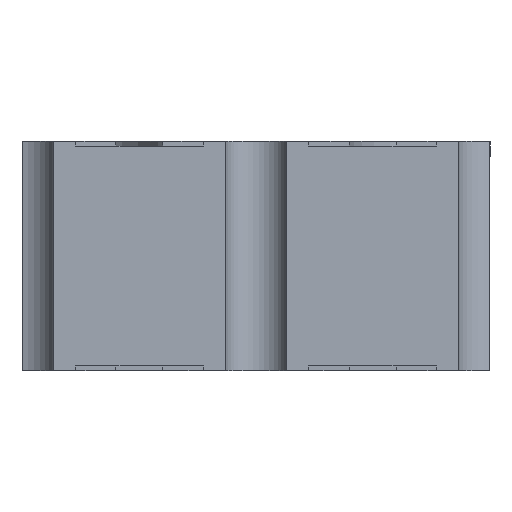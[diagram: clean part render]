
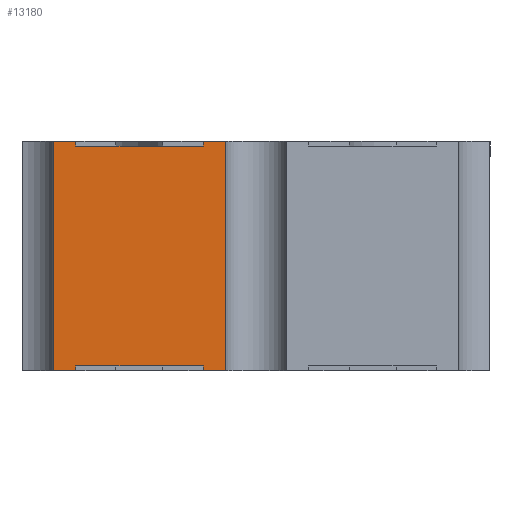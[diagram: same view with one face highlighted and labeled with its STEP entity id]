
A CAD part, left-side view. The second image highlights one B-rep face of the part: STEP entity #13180.
In plain terms, the highlighted planar face has unit normal (-1, 0, 0).
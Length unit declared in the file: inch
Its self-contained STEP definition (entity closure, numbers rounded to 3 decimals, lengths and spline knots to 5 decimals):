
#108 = EDGE_CURVE ( 'NONE', #9133, #4859, #795, .T. ) ;
#290 = CARTESIAN_POINT ( 'NONE',  ( -0.125, 0.077, 0.098 ) ) ;
#385 = CARTESIAN_POINT ( 'NONE',  ( -0.125, 0.077, 0.096 ) ) ;
#499 = CARTESIAN_POINT ( 'NONE',  ( -0.125, 0.0225, 0.002 ) ) ;
#564 = EDGE_CURVE ( 'NONE', #5518, #2914, #7723, .T. ) ;
#716 = VECTOR ( 'NONE', #1197, 39.37008 ) ;
#735 = VERTEX_POINT ( 'NONE', #9242 ) ;
#760 = VECTOR ( 'NONE', #2960, 39.37008 ) ;
#795 = LINE ( 'NONE', #9788, #6714 ) ;
#917 = LINE ( 'NONE', #6154, #760 ) ;
#959 = DIRECTION ( 'NONE',  ( 0., 0., -1. ) ) ;
#1042 = AXIS2_PLACEMENT_3D ( 'NONE', #3281, #11781, #10688 ) ;
#1053 = VECTOR ( 'NONE', #9215, 39.37008 ) ;
#1105 = LINE ( 'NONE', #13705, #1053 ) ;
#1197 = DIRECTION ( 'NONE',  ( 0., -1., 0. ) ) ;
#1258 = VERTEX_POINT ( 'NONE', #2618 ) ;
#1605 = VERTEX_POINT ( 'NONE', #290 ) ;
#1707 = EDGE_CURVE ( 'NONE', #13327, #2522, #917, .T. ) ;
#2206 = CARTESIAN_POINT ( 'NONE',  ( -0.125, 0.0225, 0.002 ) ) ;
#2429 = CARTESIAN_POINT ( 'NONE',  ( -0.125, 0.08645, 0.002 ) ) ;
#2503 = DIRECTION ( 'NONE',  ( 0., 1., 0. ) ) ;
#2522 = VERTEX_POINT ( 'NONE', #12380 ) ;
#2618 = CARTESIAN_POINT ( 'NONE',  ( -0.125, 0.08645, 0. ) ) ;
#2728 = LINE ( 'NONE', #8458, #11246 ) ;
#2914 = VERTEX_POINT ( 'NONE', #499 ) ;
#2960 = DIRECTION ( 'NONE',  ( 0., 0., 1. ) ) ;
#3281 = CARTESIAN_POINT ( 'NONE',  ( -0.125, 0.01289, 0.002 ) ) ;
#3399 = VERTEX_POINT ( 'NONE', #385 ) ;
#3427 = ORIENTED_EDGE ( 'NONE', *, *, #12945, .T. ) ;
#3637 = VERTEX_POINT ( 'NONE', #4345 ) ;
#3710 = ORIENTED_EDGE ( 'NONE', *, *, #108, .T. ) ;
#4345 = CARTESIAN_POINT ( 'NONE',  ( -0.125, 0.01289, 0.098 ) ) ;
#4356 = EDGE_CURVE ( 'NONE', #3399, #1605, #4456, .T. ) ;
#4456 = LINE ( 'NONE', #8593, #9623 ) ;
#4859 = VERTEX_POINT ( 'NONE', #9217 ) ;
#4958 = DIRECTION ( 'NONE',  ( 0., 0., -1. ) ) ;
#5117 = VECTOR ( 'NONE', #9832, 39.37008 ) ;
#5255 = LINE ( 'NONE', #9692, #14283 ) ;
#5328 = ORIENTED_EDGE ( 'NONE', *, *, #13962, .F. ) ;
#5331 = ORIENTED_EDGE ( 'NONE', *, *, #12621, .F. ) ;
#5515 = ORIENTED_EDGE ( 'NONE', *, *, #564, .T. ) ;
#5518 = VERTEX_POINT ( 'NONE', #13974 ) ;
#5558 = EDGE_CURVE ( 'NONE', #13327, #3399, #7732, .T. ) ;
#5602 = EDGE_CURVE ( 'NONE', #1258, #9368, #7657, .T. ) ;
#5911 = VECTOR ( 'NONE', #4958, 39.37008 ) ;
#6041 = EDGE_CURVE ( 'NONE', #2914, #9133, #13008, .T. ) ;
#6154 = CARTESIAN_POINT ( 'NONE',  ( -0.125, 0.0225, 0.096 ) ) ;
#6394 = FACE_OUTER_BOUND ( 'NONE', #7378, .T. ) ;
#6540 = ORIENTED_EDGE ( 'NONE', *, *, #5602, .T. ) ;
#6714 = VECTOR ( 'NONE', #9582, 39.37008 ) ;
#6716 = ORIENTED_EDGE ( 'NONE', *, *, #4356, .T. ) ;
#6936 = EDGE_CURVE ( 'NONE', #1605, #735, #9186, .T. ) ;
#6994 = VECTOR ( 'NONE', #959, 39.37008 ) ;
#7378 = EDGE_LOOP ( 'NONE', ( #11452, #8857, #6716, #11982, #3427, #6540, #5331, #5515, #13044, #3710, #5328, #11707 ) ) ;
#7585 = CARTESIAN_POINT ( 'NONE',  ( -0.125, 0.01289, 0. ) ) ;
#7657 = LINE ( 'NONE', #7585, #716 ) ;
#7723 = LINE ( 'NONE', #2206, #12944 ) ;
#7732 = LINE ( 'NONE', #12160, #5117 ) ;
#7952 = LINE ( 'NONE', #2429, #5911 ) ;
#8458 = CARTESIAN_POINT ( 'NONE',  ( -0.125, 0.077, 0.002 ) ) ;
#8593 = CARTESIAN_POINT ( 'NONE',  ( -0.125, 0.077, 0.096 ) ) ;
#8792 = PLANE ( 'NONE',  #1042 ) ;
#8857 = ORIENTED_EDGE ( 'NONE', *, *, #5558, .T. ) ;
#9133 = VERTEX_POINT ( 'NONE', #9808 ) ;
#9186 = LINE ( 'NONE', #12456, #11429 ) ;
#9215 = DIRECTION ( 'NONE',  ( 0., 1., 0. ) ) ;
#9217 = CARTESIAN_POINT ( 'NONE',  ( -0.125, 0.01289, 0. ) ) ;
#9242 = CARTESIAN_POINT ( 'NONE',  ( -0.125, 0.08645, 0.098 ) ) ;
#9368 = VERTEX_POINT ( 'NONE', #11618 ) ;
#9582 = DIRECTION ( 'NONE',  ( 0., -1., 0. ) ) ;
#9623 = VECTOR ( 'NONE', #13017, 39.37008 ) ;
#9692 = CARTESIAN_POINT ( 'NONE',  ( -0.125, 0.01289, 0.002 ) ) ;
#9788 = CARTESIAN_POINT ( 'NONE',  ( -0.125, 0.01289, 0. ) ) ;
#9808 = CARTESIAN_POINT ( 'NONE',  ( -0.125, 0.0225, 0. ) ) ;
#9832 = DIRECTION ( 'NONE',  ( 0., 1., 0. ) ) ;
#10688 = DIRECTION ( 'NONE',  ( 0., 0., -1. ) ) ;
#11049 = CARTESIAN_POINT ( 'NONE',  ( -0.125, 0.0225, 0.002 ) ) ;
#11246 = VECTOR ( 'NONE', #12879, 39.37008 ) ;
#11429 = VECTOR ( 'NONE', #2503, 39.37008 ) ;
#11452 = ORIENTED_EDGE ( 'NONE', *, *, #1707, .F. ) ;
#11618 = CARTESIAN_POINT ( 'NONE',  ( -0.125, 0.077, 0. ) ) ;
#11707 = ORIENTED_EDGE ( 'NONE', *, *, #13286, .T. ) ;
#11781 = DIRECTION ( 'NONE',  ( 1., 0., 0. ) ) ;
#11878 = CARTESIAN_POINT ( 'NONE',  ( -0.125, 0.0225, 0.096 ) ) ;
#11982 = ORIENTED_EDGE ( 'NONE', *, *, #6936, .T. ) ;
#12152 = DIRECTION ( 'NONE',  ( 0., -1., 0. ) ) ;
#12160 = CARTESIAN_POINT ( 'NONE',  ( -0.125, 0., 0.096 ) ) ;
#12380 = CARTESIAN_POINT ( 'NONE',  ( -0.125, 0.0225, 0.098 ) ) ;
#12456 = CARTESIAN_POINT ( 'NONE',  ( -0.125, 0., 0.098 ) ) ;
#12621 = EDGE_CURVE ( 'NONE', #5518, #9368, #2728, .T. ) ;
#12879 = DIRECTION ( 'NONE',  ( 0., 0., -1. ) ) ;
#12944 = VECTOR ( 'NONE', #12152, 39.37008 ) ;
#12945 = EDGE_CURVE ( 'NONE', #735, #1258, #7952, .T. ) ;
#13008 = LINE ( 'NONE', #11049, #6994 ) ;
#13017 = DIRECTION ( 'NONE',  ( 0., 0., 1. ) ) ;
#13018 = DIRECTION ( 'NONE',  ( 0., 0., -1. ) ) ;
#13044 = ORIENTED_EDGE ( 'NONE', *, *, #6041, .T. ) ;
#13180 = ADVANCED_FACE ( 'NONE', ( #6394 ), #8792, .F. ) ;
#13286 = EDGE_CURVE ( 'NONE', #3637, #2522, #1105, .T. ) ;
#13327 = VERTEX_POINT ( 'NONE', #11878 ) ;
#13705 = CARTESIAN_POINT ( 'NONE',  ( -0.125, 0., 0.098 ) ) ;
#13962 = EDGE_CURVE ( 'NONE', #3637, #4859, #5255, .T. ) ;
#13974 = CARTESIAN_POINT ( 'NONE',  ( -0.125, 0.077, 0.002 ) ) ;
#14283 = VECTOR ( 'NONE', #13018, 39.37008 ) ;
